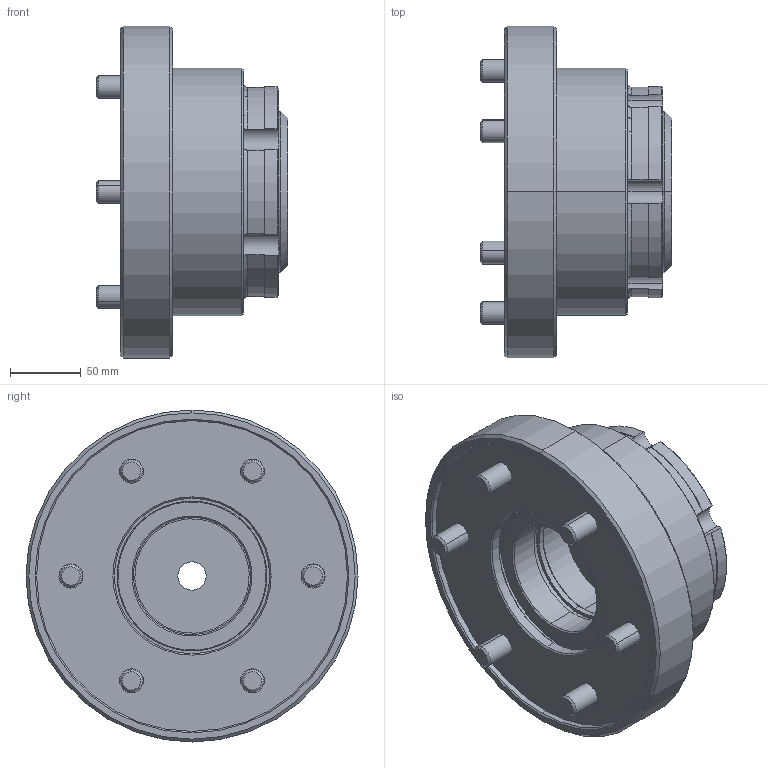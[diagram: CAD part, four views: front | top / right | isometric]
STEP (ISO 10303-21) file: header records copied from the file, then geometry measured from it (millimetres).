
FILE_DESCRIPTION (( 'STEP AP203' ), '1' );
FILE_NAME ('CF-CB-80.STEP', '2018-10-09T06:34:58', ( '' ), ( '' ), 'SwSTEP 2.0', 'SolidWorks 2016', '' );
FILE_SCHEMA (( 'CONFIG_CONTROL_DESIGN' ));
Length unit declared in the file: millimetre
Products named in the file (7): CF-RG65R-R8000_M80; 圓頭內六角螺栓_M16x30; CF-CB-80-04000; CF-CB-80; 圓頭內六角螺栓_M10x60; CF-CB-80-01000; CF-CB-80-03000
Assembly tree (16 placements, depth 2):
  CF-CB-80
    CF-CB-80-01000
    CF-CB-80-03000
    CF-CB-80-04000
    圓頭內六角螺栓_M10x60  x6
    圓頭內六角螺栓_M16x30  x6
    CF-RG65R-R8000_M80
Bounding box: 135.5 x 235 x 235 mm (x, y, z)
Volume: 2639337.6 mm3; surface area: 356280.2 mm2
Topology: 16 solids, 16 shells, 553 faces, 1289 edges, 781 vertices
Faces by surface type: plane 225, cylinder 175, cone 143, torus 10
Entity records: 10003 total; most frequent: CARTESIAN_POINT 1738, DIRECTION 1696, ORIENTED_EDGE 1406, AXIS2_PLACEMENT_3D 712, EDGE_CURVE 703, VERTEX_POINT 446, CIRCLE 395, EDGE_LOOP 359
